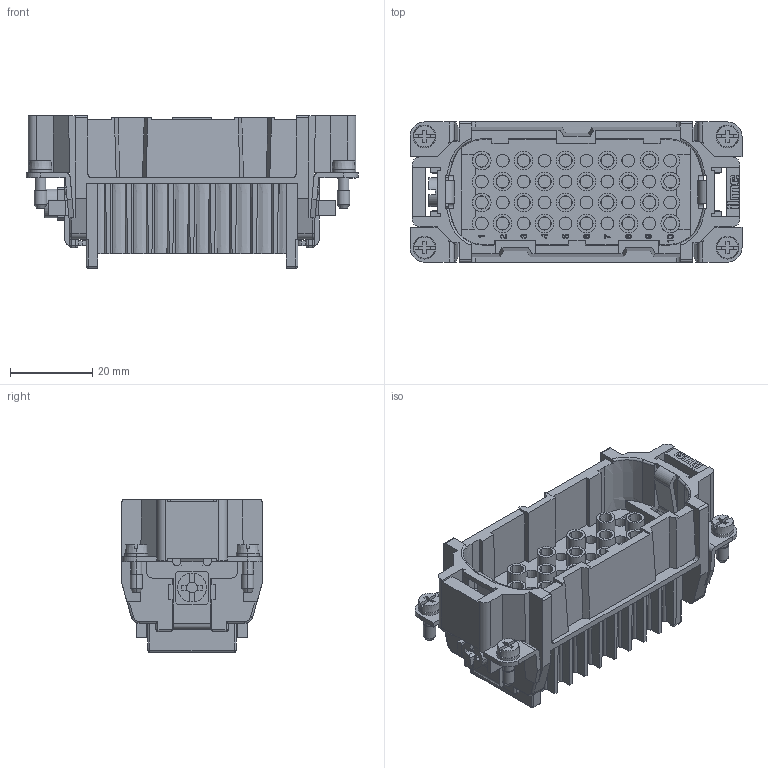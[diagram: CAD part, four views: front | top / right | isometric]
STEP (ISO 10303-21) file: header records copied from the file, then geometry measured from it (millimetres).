
FILE_DESCRIPTION(('Creo Elements/Direct Modeling STEP Export'),'2;1');
FILE_NAME('0ln7uvk46bk51rp4616','2016-12-23T 8:20:14',(''),(''),'PTC Creo Elements/Direct Modeling STEP processor for AP214 (Solid Model)','PTC Creo Elements/Direct Modeling 19.0E 27-Jun-2016 (C) Parametric Technology GmbH','');
FILE_SCHEMA(('AUTOMOTIVE_DESIGN { 1 0 10303 214 1 1 1 1 }'));
Length unit declared in the file: millimetre
Products named in the file (2): RDM_40
Assembly tree (1 placements, depth 2):
  RDM_40
    RDM_40
Bounding box: 80.52 x 34 x 37 mm (x, y, z)
Volume: 33701.4 mm3; surface area: 25617.3 mm2
Topology: 1 solids, 1 shells, 1168 faces, 4519 edges, 3473 vertices
Faces by surface type: plane 662, cylinder 328, cone 136, torus 26, sphere 16
Entity records: 56362 total; most frequent: CARTESIAN_POINT 10074, ORIENTED_EDGE 8982, DIRECTION 6747, EDGE_CURVE 4487, VERTEX_POINT 3473, VECTOR 3301, LINE 3301, AXIS2_PLACEMENT_3D 1723
